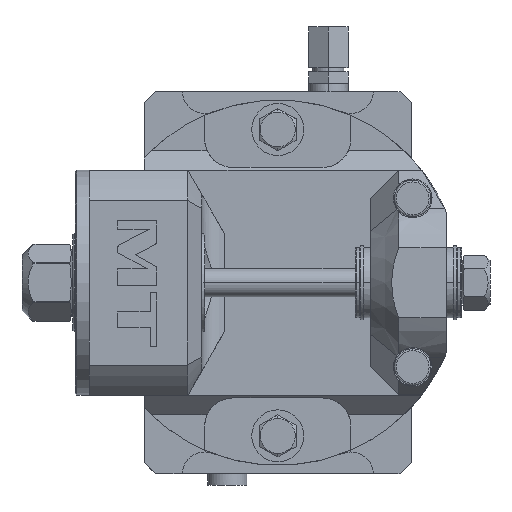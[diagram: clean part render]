
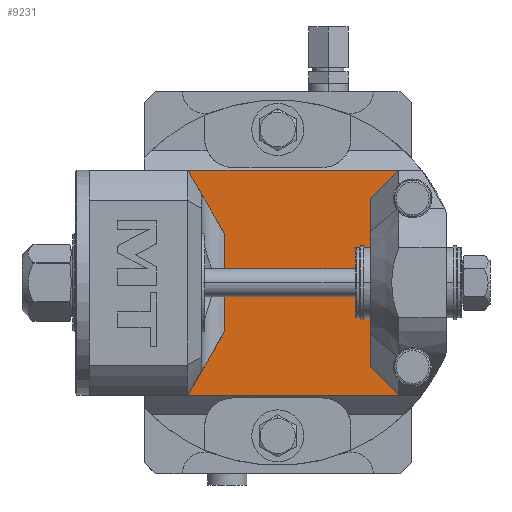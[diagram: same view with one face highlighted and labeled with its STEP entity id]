
A CAD part, left-side view. The second image highlights one B-rep face of the part: STEP entity #9231.
In plain terms, the highlighted planar face has unit normal (-1, 0, 0).
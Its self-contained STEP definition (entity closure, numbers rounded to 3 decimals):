
#175=CARTESIAN_POINT('',(-45.5,0.,0.));
#176=DIRECTION('',(-1.,0.,0.));
#177=DIRECTION('',(0.,-0.789,0.614));
#178=AXIS2_PLACEMENT_3D('',#175,#176,#177);
#259=CARTESIAN_POINT('',(-45.5,0.,0.));
#260=DIRECTION('',(-1.,0.,0.));
#261=DIRECTION('',(0.,-0.788,-0.615));
#262=AXIS2_PLACEMENT_3D('',#259,#260,#261);
#2040=DIRECTION('',(0.,0.,-1.));
#2041=VECTOR('',#2040,59.8);
#2042=CARTESIAN_POINT('',(-45.5,-33.,29.9));
#2043=LINE('',#2042,#2041);
#2044=DIRECTION('',(0.,0.707,0.707));
#2045=VECTOR('',#2044,14.142);
#2046=CARTESIAN_POINT('',(-45.5,-43.,-39.9));
#2047=LINE('',#2046,#2045);
#2048=DIRECTION('',(0.,1.,0.));
#2049=VECTOR('',#2048,8.313);
#2050=CARTESIAN_POINT('',(-45.5,-51.313,-39.9));
#2051=LINE('',#2050,#2049);
#2052=DIRECTION('',(0.,1.,0.));
#2053=VECTOR('',#2052,83.235);
#2054=CARTESIAN_POINT('',(-45.5,-51.235,-40.));
#2055=LINE('',#2054,#2053);
#2056=DIRECTION('',(0.,0.5,-0.866));
#2057=VECTOR('',#2056,26.);
#2058=CARTESIAN_POINT('',(-45.5,19.,-17.483));
#2059=LINE('',#2058,#2057);
#2060=DIRECTION('',(0.,0.,1.));
#2061=VECTOR('',#2060,34.967);
#2062=CARTESIAN_POINT('',(-45.5,19.,-17.483));
#2063=LINE('',#2062,#2061);
#2064=DIRECTION('',(0.,-0.5,-0.866));
#2065=VECTOR('',#2064,26.);
#2066=CARTESIAN_POINT('',(-45.5,32.,40.));
#2067=LINE('',#2066,#2065);
#2068=DIRECTION('',(0.,-1.,0.));
#2069=VECTOR('',#2068,83.235);
#2070=CARTESIAN_POINT('',(-45.5,32.,40.));
#2071=LINE('',#2070,#2069);
#2072=DIRECTION('',(0.,1.,0.));
#2073=VECTOR('',#2072,8.313);
#2074=CARTESIAN_POINT('',(-45.5,-51.313,39.9));
#2075=LINE('',#2074,#2073);
#2076=DIRECTION('',(0.,-0.707,0.707));
#2077=VECTOR('',#2076,14.142);
#2078=CARTESIAN_POINT('',(-45.5,-33.,29.9));
#2079=LINE('',#2078,#2077);
#3109=CARTESIAN_POINT('',(-45.5,19.,17.483));
#3125=CARTESIAN_POINT('',(-45.5,19.,-17.483));
#5479=CARTESIAN_POINT('',(-45.5,-51.235,-40.));
#5480=VERTEX_POINT('',#5479);
#5481=CARTESIAN_POINT('',(-45.5,-51.235,40.));
#5482=VERTEX_POINT('',#5481);
#5498=CARTESIAN_POINT('',(-45.5,32.,40.));
#5500=VERTEX_POINT('',#5498);
#5502=CARTESIAN_POINT('',(-45.5,32.,-40.));
#5504=VERTEX_POINT('',#5502);
#5513=VERTEX_POINT('',#3109);
#5514=VERTEX_POINT('',#3125);
#5565=CARTESIAN_POINT('',(-45.5,-33.,29.9));
#5566=CARTESIAN_POINT('',(-45.5,-33.,-29.9));
#5567=VERTEX_POINT('',#5565);
#5568=VERTEX_POINT('',#5566);
#5569=CARTESIAN_POINT('',(-45.5,-51.313,-39.9));
#5570=CARTESIAN_POINT('',(-45.5,-43.,-39.9));
#5571=VERTEX_POINT('',#5569);
#5572=VERTEX_POINT('',#5570);
#5573=CARTESIAN_POINT('',(-45.5,-51.313,39.9));
#5574=CARTESIAN_POINT('',(-45.5,-43.,39.9));
#5575=VERTEX_POINT('',#5573);
#5576=VERTEX_POINT('',#5574);
#9206=CARTESIAN_POINT('',(-45.5,0.,0.));
#9207=DIRECTION('',(-1.,0.,0.));
#9208=DIRECTION('',(0.,1.,0.));
#9209=AXIS2_PLACEMENT_3D('',#9206,#9207,#9208);
#9210=PLANE('',#9209);
#9212=ORIENTED_EDGE('',*,*,#9211,.T.);
#9214=ORIENTED_EDGE('',*,*,#9213,.F.);
#9216=ORIENTED_EDGE('',*,*,#9215,.F.);
#9217=ORIENTED_EDGE('',*,*,#6858,.F.);
#9218=ORIENTED_EDGE('',*,*,#9120,.T.);
#9219=ORIENTED_EDGE('',*,*,#9143,.F.);
#9221=ORIENTED_EDGE('',*,*,#9220,.T.);
#9222=ORIENTED_EDGE('',*,*,#9196,.F.);
#9223=ORIENTED_EDGE('',*,*,#8945,.T.);
#9224=ORIENTED_EDGE('',*,*,#6778,.F.);
#9226=ORIENTED_EDGE('',*,*,#9225,.T.);
#9228=ORIENTED_EDGE('',*,*,#9227,.F.);
#9229=EDGE_LOOP('',(#9212,#9214,#9216,#9217,#9218,#9219,#9221,#9222,#9223,#9224,
#9226,#9228));
#9230=FACE_OUTER_BOUND('',#9229,.F.);
#9231=ADVANCED_FACE('',(#9230),#9210,.T.);
#179=CIRCLE('',#178,65.);
#263=CIRCLE('',#262,65.);
#6778=EDGE_CURVE('',#5575,#5482,#179,.T.);
#6858=EDGE_CURVE('',#5480,#5571,#263,.T.);
#8945=EDGE_CURVE('',#5500,#5482,#2071,.T.);
#9120=EDGE_CURVE('',#5480,#5504,#2055,.T.);
#9143=EDGE_CURVE('',#5514,#5504,#2059,.T.);
#9196=EDGE_CURVE('',#5500,#5513,#2067,.T.);
#9211=EDGE_CURVE('',#5567,#5568,#2043,.T.);
#9213=EDGE_CURVE('',#5572,#5568,#2047,.T.);
#9215=EDGE_CURVE('',#5571,#5572,#2051,.T.);
#9220=EDGE_CURVE('',#5514,#5513,#2063,.T.);
#9225=EDGE_CURVE('',#5575,#5576,#2075,.T.);
#9227=EDGE_CURVE('',#5567,#5576,#2079,.T.);
